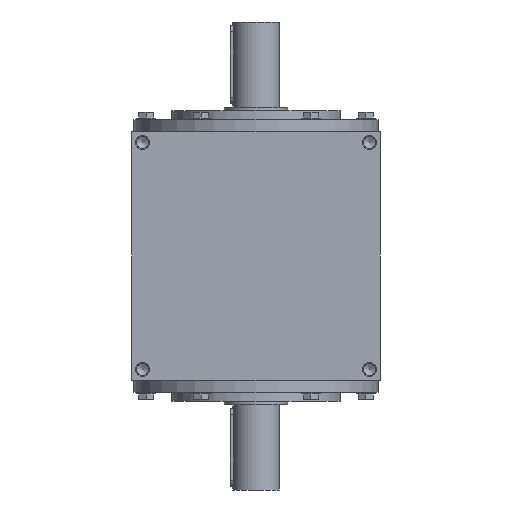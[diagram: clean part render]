
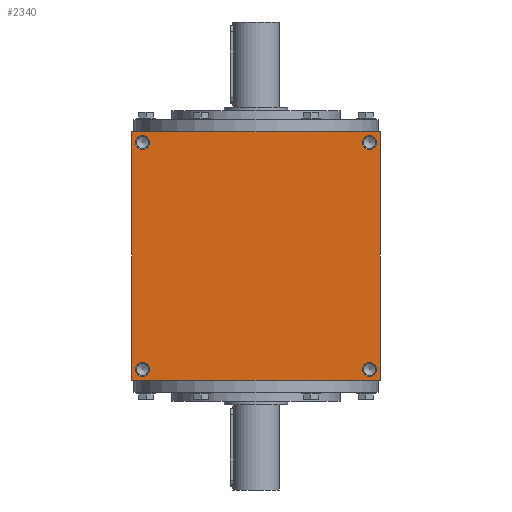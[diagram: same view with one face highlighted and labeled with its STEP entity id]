
A CAD part, left-side view. The second image highlights one B-rep face of the part: STEP entity #2340.
In plain terms, the highlighted face is planar.
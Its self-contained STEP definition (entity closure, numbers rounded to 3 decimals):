
#322=LINE('',#4227,#362);
#326=LINE('',#4244,#366);
#329=LINE('',#4260,#369);
#332=LINE('',#4274,#372);
#362=VECTOR('',#3406,1000.);
#366=VECTOR('',#3420,1000.);
#369=VECTOR('',#3435,1000.);
#372=VECTOR('',#3448,1000.);
#801=ORIENTED_EDGE('',*,*,#1227,.F.);
#802=ORIENTED_EDGE('',*,*,#1228,.T.);
#803=ORIENTED_EDGE('',*,*,#1229,.F.);
#804=ORIENTED_EDGE('',*,*,#1230,.T.);
#805=ORIENTED_EDGE('',*,*,#1197,.F.);
#806=ORIENTED_EDGE('',*,*,#1220,.F.);
#807=ORIENTED_EDGE('',*,*,#1213,.F.);
#808=ORIENTED_EDGE('',*,*,#1205,.F.);
#1197=EDGE_CURVE('',#1415,#1416,#322,.T.);
#1205=EDGE_CURVE('',#1416,#1423,#326,.T.);
#1213=EDGE_CURVE('',#1423,#1430,#329,.T.);
#1220=EDGE_CURVE('',#1430,#1415,#332,.T.);
#1227=EDGE_CURVE('',#1441,#1441,#1581,.T.);
#1228=EDGE_CURVE('',#1442,#1442,#1582,.T.);
#1229=EDGE_CURVE('',#1443,#1443,#1583,.T.);
#1230=EDGE_CURVE('',#1444,#1444,#1584,.T.);
#1415=VERTEX_POINT('',#4228);
#1416=VERTEX_POINT('',#4229);
#1423=VERTEX_POINT('',#4245);
#1430=VERTEX_POINT('',#4261);
#1441=VERTEX_POINT('',#4289);
#1442=VERTEX_POINT('',#4291);
#1443=VERTEX_POINT('',#4293);
#1444=VERTEX_POINT('',#4295);
#1581=CIRCLE('',#2749,10.);
#1582=CIRCLE('',#2750,10.);
#1583=CIRCLE('',#2751,10.);
#1584=CIRCLE('',#2752,10.);
#1766=EDGE_LOOP('',(#801));
#1767=EDGE_LOOP('',(#802));
#1768=EDGE_LOOP('',(#803));
#1769=EDGE_LOOP('',(#804));
#1770=EDGE_LOOP('',(#805,#806,#807,#808));
#2060=FACE_BOUND('',#1766,.T.);
#2061=FACE_BOUND('',#1767,.T.);
#2062=FACE_BOUND('',#1768,.T.);
#2063=FACE_BOUND('',#1769,.T.);
#2064=FACE_BOUND('',#1770,.T.);
#2252=PLANE('',#2748);
#2340=ADVANCED_FACE('',(#2060,#2061,#2062,#2063,#2064),#2252,.F.);
#2748=AXIS2_PLACEMENT_3D('',#4287,#3462,#3463);
#2749=AXIS2_PLACEMENT_3D('',#4288,#3464,#3465);
#2750=AXIS2_PLACEMENT_3D('',#4290,#3466,#3467);
#2751=AXIS2_PLACEMENT_3D('',#4292,#3468,#3469);
#2752=AXIS2_PLACEMENT_3D('',#4294,#3470,#3471);
#3406=DIRECTION('',(0.,-1.,0.));
#3420=DIRECTION('',(1.,0.,0.));
#3435=DIRECTION('',(0.,1.,0.));
#3448=DIRECTION('',(-1.,0.,0.));
#3462=DIRECTION('',(0.,0.,1.));
#3463=DIRECTION('',(1.,0.,0.));
#3464=DIRECTION('',(0.,0.,-1.));
#3465=DIRECTION('',(-1.,0.,0.));
#3466=DIRECTION('',(0.,0.,1.));
#3467=DIRECTION('',(1.,0.,0.));
#3468=DIRECTION('',(0.,0.,-1.));
#3469=DIRECTION('',(-1.,0.,0.));
#3470=DIRECTION('',(0.,0.,1.));
#3471=DIRECTION('',(1.,0.,0.));
#4227=CARTESIAN_POINT('',(-175.,175.,-175.));
#4228=CARTESIAN_POINT('',(-175.,175.,-175.));
#4229=CARTESIAN_POINT('',(-175.,-175.,-175.));
#4244=CARTESIAN_POINT('',(-175.,-175.,-175.));
#4245=CARTESIAN_POINT('',(175.,-175.,-175.));
#4260=CARTESIAN_POINT('',(175.,-175.,-175.));
#4261=CARTESIAN_POINT('',(175.,175.,-175.));
#4274=CARTESIAN_POINT('',(175.,175.,-175.));
#4287=CARTESIAN_POINT('',(0.,0.,-175.));
#4288=CARTESIAN_POINT('',(-160.,160.,-175.));
#4289=CARTESIAN_POINT('',(-170.,160.,-175.));
#4290=CARTESIAN_POINT('',(160.,160.,-175.));
#4291=CARTESIAN_POINT('',(170.,160.,-175.));
#4292=CARTESIAN_POINT('',(-160.,-160.,-175.));
#4293=CARTESIAN_POINT('',(-170.,-160.,-175.));
#4294=CARTESIAN_POINT('',(160.,-160.,-175.));
#4295=CARTESIAN_POINT('',(170.,-160.,-175.));
